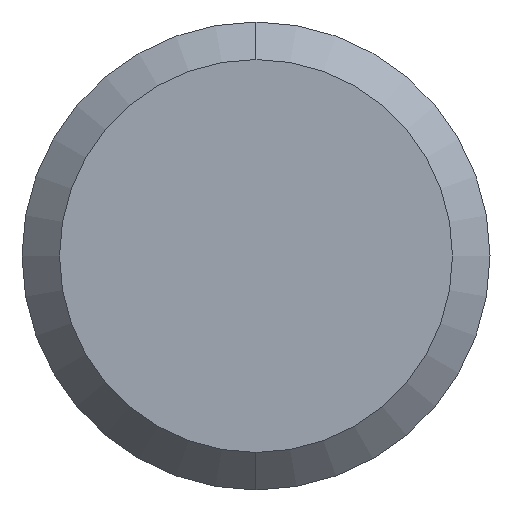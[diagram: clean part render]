
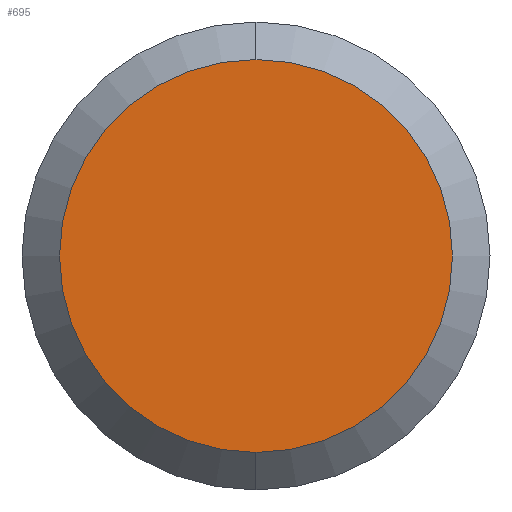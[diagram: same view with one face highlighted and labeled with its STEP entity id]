
A CAD part, left-side view. The second image highlights one B-rep face of the part: STEP entity #695.
In plain terms, the highlighted planar face has unit normal (-1, 0, 0).
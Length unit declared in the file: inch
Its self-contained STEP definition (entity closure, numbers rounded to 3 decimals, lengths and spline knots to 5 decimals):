
#13 = VERTEX_POINT ( 'NONE', #348 ) ;
#28 = DIRECTION ( 'NONE',  ( 0., 0., 1. ) ) ;
#58 = AXIS2_PLACEMENT_3D ( 'NONE', #149, #203, #568 ) ;
#70 = AXIS2_PLACEMENT_3D ( 'NONE', #401, #343, #437 ) ;
#115 = CIRCLE ( 'NONE', #652, 0.05235 ) ;
#133 = EDGE_LOOP ( 'NONE', ( #329, #623 ) ) ;
#149 = CARTESIAN_POINT ( 'NONE',  ( 0., 0., 0. ) ) ;
#163 = EDGE_CURVE ( 'NONE', #344, #13, #519, .T. ) ;
#173 = PLANE ( 'NONE',  #70 ) ;
#203 = DIRECTION ( 'NONE',  ( -1., 0., 0. ) ) ;
#323 = CARTESIAN_POINT ( 'NONE',  ( 0., 0., 0.05235 ) ) ;
#329 = ORIENTED_EDGE ( 'NONE', *, *, #483, .T. ) ;
#337 = DIRECTION ( 'NONE',  ( -1., 0., 0. ) ) ;
#343 = DIRECTION ( 'NONE',  ( 1., 0., 0. ) ) ;
#344 = VERTEX_POINT ( 'NONE', #323 ) ;
#348 = CARTESIAN_POINT ( 'NONE',  ( 0., 0., -0.05235 ) ) ;
#401 = CARTESIAN_POINT ( 'NONE',  ( 0., 0., 0. ) ) ;
#437 = DIRECTION ( 'NONE',  ( 0., 0., -1. ) ) ;
#442 = FACE_OUTER_BOUND ( 'NONE', #133, .T. ) ;
#483 = EDGE_CURVE ( 'NONE', #13, #344, #115, .T. ) ;
#501 = CARTESIAN_POINT ( 'NONE',  ( 0., 0., 0. ) ) ;
#519 = CIRCLE ( 'NONE', #58, 0.05235 ) ;
#568 = DIRECTION ( 'NONE',  ( 0., 0., 1. ) ) ;
#623 = ORIENTED_EDGE ( 'NONE', *, *, #163, .T. ) ;
#652 = AXIS2_PLACEMENT_3D ( 'NONE', #501, #337, #28 ) ;
#695 = ADVANCED_FACE ( 'NONE', ( #442 ), #173, .F. ) ;
